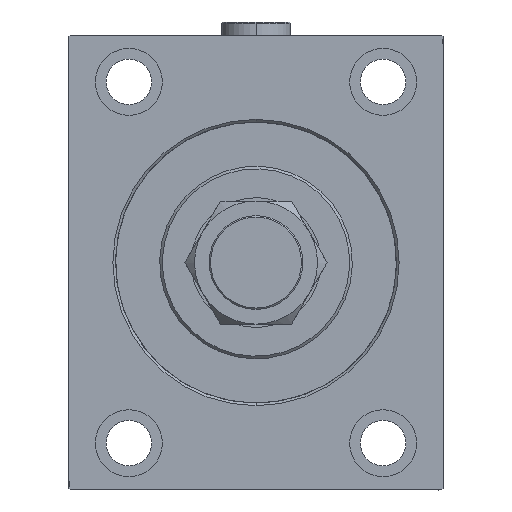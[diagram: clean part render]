
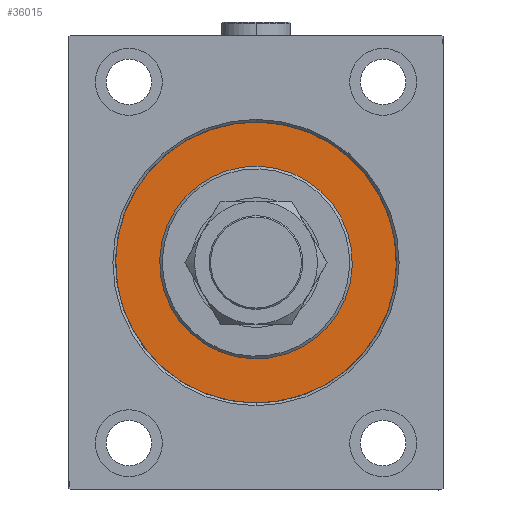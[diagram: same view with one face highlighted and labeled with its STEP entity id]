
A CAD part, left-side view. The second image highlights one B-rep face of the part: STEP entity #36015.
In plain terms, the highlighted face is planar.
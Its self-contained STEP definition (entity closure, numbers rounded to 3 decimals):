
#2929 = CARTESIAN_POINT ( 'NONE',  ( 0., 0., -36. ) ) ;
#3202 = EDGE_LOOP ( 'NONE', ( #27301, #39998 ) ) ;
#4400 = AXIS2_PLACEMENT_3D ( 'NONE', #19080, #45024, #15759 ) ;
#6769 = CARTESIAN_POINT ( 'NONE',  ( 0., 0., 0. ) ) ;
#8839 = EDGE_LOOP ( 'NONE', ( #29559, #28238 ) ) ;
#8940 = CIRCLE ( 'NONE', #4400, 52.5 ) ;
#9623 = DIRECTION ( 'NONE',  ( 0., 0., 1. ) ) ;
#10202 = EDGE_CURVE ( 'NONE', #38120, #26572, #38470, .T. ) ;
#12360 = CARTESIAN_POINT ( 'NONE',  ( 0., 0., 0. ) ) ;
#12671 = CIRCLE ( 'NONE', #30197, 36. ) ;
#12910 = DIRECTION ( 'NONE',  ( 0., 0., 1. ) ) ;
#15759 = DIRECTION ( 'NONE',  ( 0., 0., 1. ) ) ;
#16432 = VERTEX_POINT ( 'NONE', #23065 ) ;
#16489 = FACE_BOUND ( 'NONE', #3202, .T. ) ;
#19080 = CARTESIAN_POINT ( 'NONE',  ( 0., 0., 0. ) ) ;
#20286 = DIRECTION ( 'NONE',  ( -1., 0., 0. ) ) ;
#21872 = CARTESIAN_POINT ( 'NONE',  ( 0., 0., 36. ) ) ;
#23065 = CARTESIAN_POINT ( 'NONE',  ( 0., 0., 52.5 ) ) ;
#23196 = CARTESIAN_POINT ( 'NONE',  ( 0., 0., 0. ) ) ;
#24120 = CARTESIAN_POINT ( 'NONE',  ( 0., 0., 0. ) ) ;
#25623 = AXIS2_PLACEMENT_3D ( 'NONE', #24120, #20286, #12910 ) ;
#26244 = AXIS2_PLACEMENT_3D ( 'NONE', #6769, #42247, #9623 ) ;
#26319 = DIRECTION ( 'NONE',  ( 1., 0., 0. ) ) ;
#26572 = VERTEX_POINT ( 'NONE', #21872 ) ;
#27159 = EDGE_CURVE ( 'NONE', #16432, #31490, #45211, .T. ) ;
#27301 = ORIENTED_EDGE ( 'NONE', *, *, #37164, .F. ) ;
#28238 = ORIENTED_EDGE ( 'NONE', *, *, #27159, .F. ) ;
#29559 = ORIENTED_EDGE ( 'NONE', *, *, #38812, .F. ) ;
#30197 = AXIS2_PLACEMENT_3D ( 'NONE', #23196, #26319, #30350 ) ;
#30350 = DIRECTION ( 'NONE',  ( 0., 0., -1. ) ) ;
#31490 = VERTEX_POINT ( 'NONE', #44147 ) ;
#36015 = ADVANCED_FACE ( 'NONE', ( #16489, #42203 ), #41505, .F. ) ;
#37164 = EDGE_CURVE ( 'NONE', #26572, #38120, #12671, .T. ) ;
#38120 = VERTEX_POINT ( 'NONE', #2929 ) ;
#38470 = CIRCLE ( 'NONE', #41536, 36. ) ;
#38812 = EDGE_CURVE ( 'NONE', #31490, #16432, #8940, .T. ) ;
#39998 = ORIENTED_EDGE ( 'NONE', *, *, #10202, .F. ) ;
#40264 = DIRECTION ( 'NONE',  ( 0., 0., -1. ) ) ;
#41505 = PLANE ( 'NONE',  #25623 ) ;
#41536 = AXIS2_PLACEMENT_3D ( 'NONE', #12360, #44530, #40264 ) ;
#42203 = FACE_OUTER_BOUND ( 'NONE', #8839, .T. ) ;
#42247 = DIRECTION ( 'NONE',  ( -1., 0., 0. ) ) ;
#44147 = CARTESIAN_POINT ( 'NONE',  ( 0., 0., -52.5 ) ) ;
#44530 = DIRECTION ( 'NONE',  ( 1., 0., 0. ) ) ;
#45024 = DIRECTION ( 'NONE',  ( -1., 0., 0. ) ) ;
#45211 = CIRCLE ( 'NONE', #26244, 52.5 ) ;
